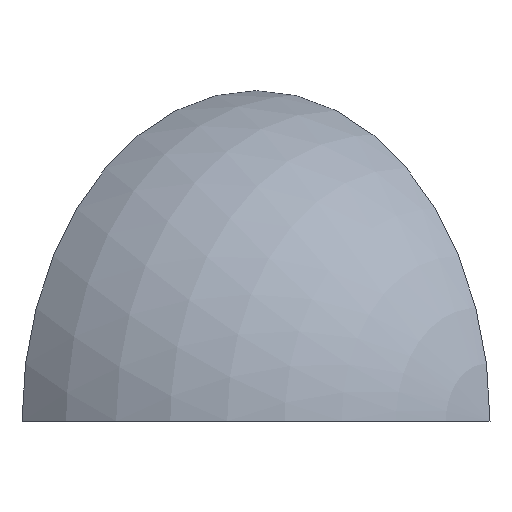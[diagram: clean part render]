
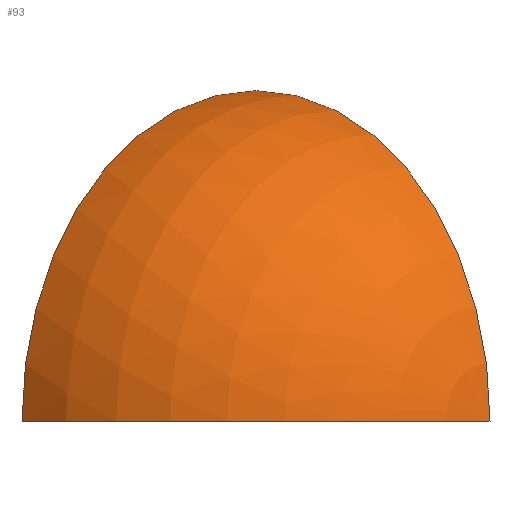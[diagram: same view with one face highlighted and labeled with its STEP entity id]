
A CAD part, top view. The second image highlights one B-rep face of the part: STEP entity #93.
In plain terms, the highlighted spherical face has radius 52.705 mm.
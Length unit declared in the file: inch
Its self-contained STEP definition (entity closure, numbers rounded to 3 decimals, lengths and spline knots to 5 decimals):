
#1 = CIRCLE ( 'NONE', #107, 2.075 ) ;
#2 = ORIENTED_EDGE ( 'NONE', *, *, #200, .T. ) ;
#7 = FACE_OUTER_BOUND ( 'NONE', #82, .T. ) ;
#14 = CARTESIAN_POINT ( 'NONE',  ( 0., 0.66079, -1.41421 ) ) ;
#27 = AXIS2_PLACEMENT_3D ( 'NONE', #139, #60, #92 ) ;
#35 = VERTEX_POINT ( 'NONE', #184 ) ;
#51 = DIRECTION ( 'NONE',  ( 0.707, 0., -0.707 ) ) ;
#59 = SPHERICAL_SURFACE ( 'NONE', #94, 2.075 ) ;
#60 = DIRECTION ( 'NONE',  ( 0., 1., 0. ) ) ;
#61 = DIRECTION ( 'NONE',  ( 0.707, 0., 0.707 ) ) ;
#70 = CARTESIAN_POINT ( 'NONE',  ( 0., -1.41421, -1.41421 ) ) ;
#82 = EDGE_LOOP ( 'NONE', ( #177, #163, #2 ) ) ;
#92 = DIRECTION ( 'NONE',  ( 0., 0., 1. ) ) ;
#93 = ADVANCED_FACE ( 'NONE', ( #7 ), #59, .T. ) ;
#94 = AXIS2_PLACEMENT_3D ( 'NONE', #70, #183, #130 ) ;
#107 = AXIS2_PLACEMENT_3D ( 'NONE', #209, #51, #207 ) ;
#112 = CIRCLE ( 'NONE', #27, 2.075 ) ;
#124 = EDGE_CURVE ( 'NONE', #126, #144, #202, .T. ) ;
#126 = VERTEX_POINT ( 'NONE', #14 ) ;
#130 = DIRECTION ( 'NONE',  ( -0.707, 0., 0.707 ) ) ;
#132 = CARTESIAN_POINT ( 'NONE',  ( 0., -1.41421, -1.41421 ) ) ;
#136 = EDGE_CURVE ( 'NONE', #126, #35, #1, .T. ) ;
#139 = CARTESIAN_POINT ( 'NONE',  ( 0., -1.41421, -1.41421 ) ) ;
#144 = VERTEX_POINT ( 'NONE', #155 ) ;
#153 = DIRECTION ( 'NONE',  ( -0.707, 0., 0.707 ) ) ;
#155 = CARTESIAN_POINT ( 'NONE',  ( -1.46725, -1.41421, 0.05303 ) ) ;
#163 = ORIENTED_EDGE ( 'NONE', *, *, #124, .T. ) ;
#166 = AXIS2_PLACEMENT_3D ( 'NONE', #132, #61, #153 ) ;
#177 = ORIENTED_EDGE ( 'NONE', *, *, #136, .F. ) ;
#183 = DIRECTION ( 'NONE',  ( 0.707, 0., 0.707 ) ) ;
#184 = CARTESIAN_POINT ( 'NONE',  ( 1.46725, -1.41421, 0.05303 ) ) ;
#200 = EDGE_CURVE ( 'NONE', #144, #35, #112, .T. ) ;
#202 = CIRCLE ( 'NONE', #166, 2.075 ) ;
#207 = DIRECTION ( 'NONE',  ( 0.707, 0., 0.707 ) ) ;
#209 = CARTESIAN_POINT ( 'NONE',  ( 0., -1.41421, -1.41421 ) ) ;
